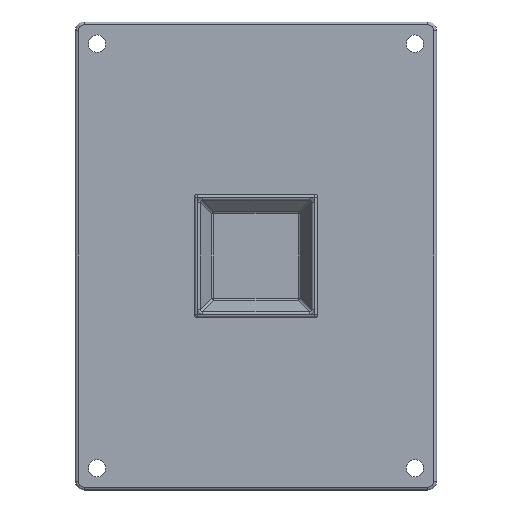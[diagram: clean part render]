
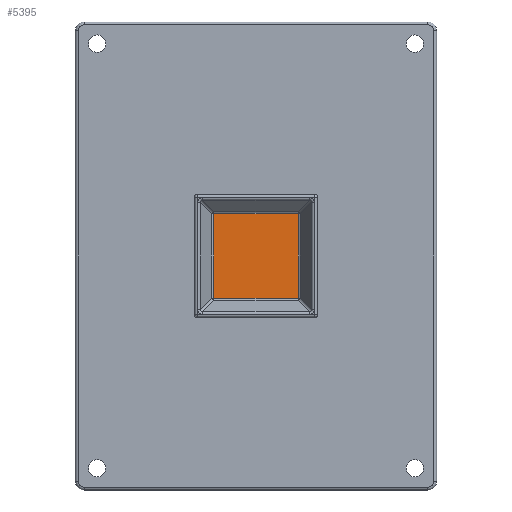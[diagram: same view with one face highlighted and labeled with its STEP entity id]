
A CAD part, front view. The second image highlights one B-rep face of the part: STEP entity #5395.
In plain terms, the highlighted planar face has unit normal (0, -1, 0).
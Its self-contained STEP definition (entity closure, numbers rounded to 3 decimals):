
#4613 = CYLINDRICAL_SURFACE('',#4614,1.);
#4614 = AXIS2_PLACEMENT_3D('',#4615,#4616,#4617);
#4615 = CARTESIAN_POINT('',(-15.2,-1.,14.582));
#4616 = DIRECTION('',(1.,0.,0.));
#4617 = DIRECTION('',(-0.,0.447,0.894));
#4834 = CYLINDRICAL_SURFACE('',#4835,1.);
#4835 = AXIS2_PLACEMENT_3D('',#4836,#4837,#4838);
#4836 = CARTESIAN_POINT('',(-14.582,-1.,-15.2));
#4837 = DIRECTION('',(0.,0.,1.));
#4838 = DIRECTION('',(-0.894,0.447,0.));
#4868 = CYLINDRICAL_SURFACE('',#4869,1.);
#4869 = AXIS2_PLACEMENT_3D('',#4870,#4871,#4872);
#4870 = CARTESIAN_POINT('',(14.582,-1.,15.2));
#4871 = DIRECTION('',(0.,0.,-1.));
#4872 = DIRECTION('',(0.894,0.447,0.));
#5052 = CYLINDRICAL_SURFACE('',#5053,1.);
#5053 = AXIS2_PLACEMENT_3D('',#5054,#5055,#5056);
#5054 = CARTESIAN_POINT('',(15.2,-1.,-14.582));
#5055 = DIRECTION('',(-1.,0.,0.));
#5056 = DIRECTION('',(0.,0.447,-0.894));
#5070 = VERTEX_POINT('',#5071);
#5071 = CARTESIAN_POINT('',(-14.582,0.,14.582));
#5099 = EDGE_CURVE('',#5070,#5100,#5102,.T.);
#5100 = VERTEX_POINT('',#5101);
#5101 = CARTESIAN_POINT('',(14.582,0.,14.582));
#5102 = SURFACE_CURVE('',#5103,(#5107,#5114),.PCURVE_S1.);
#5103 = LINE('',#5104,#5105);
#5104 = CARTESIAN_POINT('',(-15.2,0.,14.582));
#5105 = VECTOR('',#5106,1.);
#5106 = DIRECTION('',(1.,0.,0.));
#5107 = PCURVE('',#4613,#5108);
#5108 = DEFINITIONAL_REPRESENTATION('',(#5109),#5113);
#5109 = LINE('',#5110,#5111);
#5110 = CARTESIAN_POINT('',(-1.107,0.));
#5111 = VECTOR('',#5112,1.);
#5112 = DIRECTION('',(-0.,1.));
#5113 = ( GEOMETRIC_REPRESENTATION_CONTEXT(2) 
PARAMETRIC_REPRESENTATION_CONTEXT() REPRESENTATION_CONTEXT('2D SPACE',''
  ) );
#5114 = PCURVE('',#5115,#5120);
#5115 = PLANE('',#5116);
#5116 = AXIS2_PLACEMENT_3D('',#5117,#5118,#5119);
#5117 = CARTESIAN_POINT('',(0.,0.,0.));
#5118 = DIRECTION('',(0.,1.,0.));
#5119 = DIRECTION('',(0.,0.,1.));
#5120 = DEFINITIONAL_REPRESENTATION('',(#5121),#5125);
#5121 = LINE('',#5122,#5123);
#5122 = CARTESIAN_POINT('',(14.582,-15.2));
#5123 = VECTOR('',#5124,1.);
#5124 = DIRECTION('',(0.,1.));
#5125 = ( GEOMETRIC_REPRESENTATION_CONTEXT(2) 
PARAMETRIC_REPRESENTATION_CONTEXT() REPRESENTATION_CONTEXT('2D SPACE',''
  ) );
#5207 = VERTEX_POINT('',#5208);
#5208 = CARTESIAN_POINT('',(-14.582,0.,-14.582));
#5230 = EDGE_CURVE('',#5207,#5070,#5231,.T.);
#5231 = SURFACE_CURVE('',#5232,(#5236,#5243),.PCURVE_S1.);
#5232 = LINE('',#5233,#5234);
#5233 = CARTESIAN_POINT('',(-14.582,0.,-15.2));
#5234 = VECTOR('',#5235,1.);
#5235 = DIRECTION('',(0.,0.,1.));
#5236 = PCURVE('',#4834,#5237);
#5237 = DEFINITIONAL_REPRESENTATION('',(#5238),#5242);
#5238 = LINE('',#5239,#5240);
#5239 = CARTESIAN_POINT('',(-1.107,0.));
#5240 = VECTOR('',#5241,1.);
#5241 = DIRECTION('',(-0.,1.));
#5242 = ( GEOMETRIC_REPRESENTATION_CONTEXT(2) 
PARAMETRIC_REPRESENTATION_CONTEXT() REPRESENTATION_CONTEXT('2D SPACE',''
  ) );
#5243 = PCURVE('',#5115,#5244);
#5244 = DEFINITIONAL_REPRESENTATION('',(#5245),#5249);
#5245 = LINE('',#5246,#5247);
#5246 = CARTESIAN_POINT('',(-15.2,-14.582));
#5247 = VECTOR('',#5248,1.);
#5248 = DIRECTION('',(1.,0.));
#5249 = ( GEOMETRIC_REPRESENTATION_CONTEXT(2) 
PARAMETRIC_REPRESENTATION_CONTEXT() REPRESENTATION_CONTEXT('2D SPACE',''
  ) );
#5257 = EDGE_CURVE('',#5100,#5258,#5260,.T.);
#5258 = VERTEX_POINT('',#5259);
#5259 = CARTESIAN_POINT('',(14.582,0.,-14.582));
#5260 = SURFACE_CURVE('',#5261,(#5265,#5272),.PCURVE_S1.);
#5261 = LINE('',#5262,#5263);
#5262 = CARTESIAN_POINT('',(14.582,0.,15.2));
#5263 = VECTOR('',#5264,1.);
#5264 = DIRECTION('',(0.,0.,-1.));
#5265 = PCURVE('',#4868,#5266);
#5266 = DEFINITIONAL_REPRESENTATION('',(#5267),#5271);
#5267 = LINE('',#5268,#5269);
#5268 = CARTESIAN_POINT('',(-1.107,0.));
#5269 = VECTOR('',#5270,1.);
#5270 = DIRECTION('',(-0.,1.));
#5271 = ( GEOMETRIC_REPRESENTATION_CONTEXT(2) 
PARAMETRIC_REPRESENTATION_CONTEXT() REPRESENTATION_CONTEXT('2D SPACE',''
  ) );
#5272 = PCURVE('',#5115,#5273);
#5273 = DEFINITIONAL_REPRESENTATION('',(#5274),#5278);
#5274 = LINE('',#5275,#5276);
#5275 = CARTESIAN_POINT('',(15.2,14.582));
#5276 = VECTOR('',#5277,1.);
#5277 = DIRECTION('',(-1.,0.));
#5278 = ( GEOMETRIC_REPRESENTATION_CONTEXT(2) 
PARAMETRIC_REPRESENTATION_CONTEXT() REPRESENTATION_CONTEXT('2D SPACE',''
  ) );
#5374 = EDGE_CURVE('',#5258,#5207,#5375,.T.);
#5375 = SURFACE_CURVE('',#5376,(#5380,#5387),.PCURVE_S1.);
#5376 = LINE('',#5377,#5378);
#5377 = CARTESIAN_POINT('',(15.2,0.,-14.582));
#5378 = VECTOR('',#5379,1.);
#5379 = DIRECTION('',(-1.,0.,0.));
#5380 = PCURVE('',#5052,#5381);
#5381 = DEFINITIONAL_REPRESENTATION('',(#5382),#5386);
#5382 = LINE('',#5383,#5384);
#5383 = CARTESIAN_POINT('',(-1.107,0.));
#5384 = VECTOR('',#5385,1.);
#5385 = DIRECTION('',(-0.,1.));
#5386 = ( GEOMETRIC_REPRESENTATION_CONTEXT(2) 
PARAMETRIC_REPRESENTATION_CONTEXT() REPRESENTATION_CONTEXT('2D SPACE',''
  ) );
#5387 = PCURVE('',#5115,#5388);
#5388 = DEFINITIONAL_REPRESENTATION('',(#5389),#5393);
#5389 = LINE('',#5390,#5391);
#5390 = CARTESIAN_POINT('',(-14.582,15.2));
#5391 = VECTOR('',#5392,1.);
#5392 = DIRECTION('',(0.,-1.));
#5393 = ( GEOMETRIC_REPRESENTATION_CONTEXT(2) 
PARAMETRIC_REPRESENTATION_CONTEXT() REPRESENTATION_CONTEXT('2D SPACE',''
  ) );
#5395 = ADVANCED_FACE('',(#5396),#5115,.F.);
#5396 = FACE_BOUND('',#5397,.F.);
#5397 = EDGE_LOOP('',(#5398,#5399,#5400,#5401));
#5398 = ORIENTED_EDGE('',*,*,#5374,.T.);
#5399 = ORIENTED_EDGE('',*,*,#5230,.T.);
#5400 = ORIENTED_EDGE('',*,*,#5099,.T.);
#5401 = ORIENTED_EDGE('',*,*,#5257,.T.);
